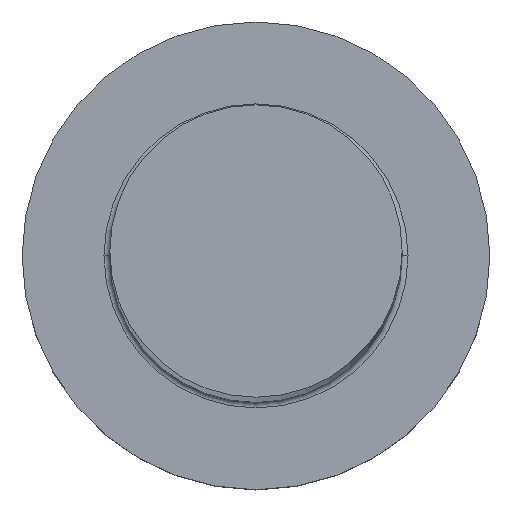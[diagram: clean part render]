
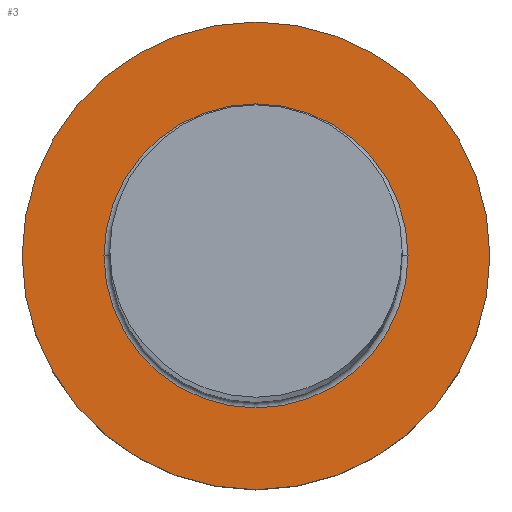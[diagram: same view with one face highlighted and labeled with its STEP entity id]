
A CAD part, top view. The second image highlights one B-rep face of the part: STEP entity #3.
In plain terms, the highlighted planar face has unit normal (0, 0, 1).
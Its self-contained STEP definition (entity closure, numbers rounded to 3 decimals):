
#3 = ADVANCED_FACE ( 'NONE', ( #190, #24 ), #165, .T. ) ;
#9 = VERTEX_POINT ( 'NONE', #193 ) ;
#24 = FACE_OUTER_BOUND ( 'NONE', #282, .T. ) ;
#45 = EDGE_CURVE ( 'NONE', #305, #209, #188, .T. ) ;
#65 = CARTESIAN_POINT ( 'NONE',  ( 0., 0., 5. ) ) ;
#75 = CARTESIAN_POINT ( 'NONE',  ( 0., 0., 5. ) ) ;
#82 = CARTESIAN_POINT ( 'NONE',  ( 0., 0., 5. ) ) ;
#90 = ORIENTED_EDGE ( 'NONE', *, *, #223, .T. ) ;
#92 = CIRCLE ( 'NONE', #189, 8. ) ;
#93 = VERTEX_POINT ( 'NONE', #169 ) ;
#96 = CARTESIAN_POINT ( 'NONE',  ( 5.2, 0., 5. ) ) ;
#106 = DIRECTION ( 'NONE',  ( 1., 0., 0. ) ) ;
#118 = AXIS2_PLACEMENT_3D ( 'NONE', #75, #175, #106 ) ;
#119 = DIRECTION ( 'NONE',  ( 1., 0., 0. ) ) ;
#120 = CARTESIAN_POINT ( 'NONE',  ( -5.2, 0., 5. ) ) ;
#122 = CARTESIAN_POINT ( 'NONE',  ( 0., 0., 5. ) ) ;
#123 = AXIS2_PLACEMENT_3D ( 'NONE', #122, #259, #119 ) ;
#133 = AXIS2_PLACEMENT_3D ( 'NONE', #65, #187, #238 ) ;
#140 = ORIENTED_EDGE ( 'NONE', *, *, #216, .T. ) ;
#165 = PLANE ( 'NONE',  #133 ) ;
#169 = CARTESIAN_POINT ( 'NONE',  ( -8., 0., 5. ) ) ;
#175 = DIRECTION ( 'NONE',  ( 0., 0., 1. ) ) ;
#184 = ORIENTED_EDGE ( 'NONE', *, *, #45, .T. ) ;
#187 = DIRECTION ( 'NONE',  ( 0., 0., 1. ) ) ;
#188 = CIRCLE ( 'NONE', #123, 5.2 ) ;
#189 = AXIS2_PLACEMENT_3D ( 'NONE', #82, #283, #258 ) ;
#190 = FACE_BOUND ( 'NONE', #277, .T. ) ;
#193 = CARTESIAN_POINT ( 'NONE',  ( 8., 0., 5. ) ) ;
#209 = VERTEX_POINT ( 'NONE', #96 ) ;
#212 = CARTESIAN_POINT ( 'NONE',  ( 0., 0., 5. ) ) ;
#216 = EDGE_CURVE ( 'NONE', #93, #9, #227, .T. ) ;
#223 = EDGE_CURVE ( 'NONE', #9, #93, #92, .T. ) ;
#227 = CIRCLE ( 'NONE', #118, 8. ) ;
#238 = DIRECTION ( 'NONE',  ( 1., 0., 0. ) ) ;
#243 = EDGE_CURVE ( 'NONE', #209, #305, #303, .T. ) ;
#258 = DIRECTION ( 'NONE',  ( 1., 0., 0. ) ) ;
#259 = DIRECTION ( 'NONE',  ( 0., 0., -1. ) ) ;
#261 = DIRECTION ( 'NONE',  ( 0., 0., -1. ) ) ;
#277 = EDGE_LOOP ( 'NONE', ( #299, #184 ) ) ;
#282 = EDGE_LOOP ( 'NONE', ( #140, #90 ) ) ;
#283 = DIRECTION ( 'NONE',  ( 0., 0., 1. ) ) ;
#289 = AXIS2_PLACEMENT_3D ( 'NONE', #212, #261, #307 ) ;
#299 = ORIENTED_EDGE ( 'NONE', *, *, #243, .T. ) ;
#303 = CIRCLE ( 'NONE', #289, 5.2 ) ;
#305 = VERTEX_POINT ( 'NONE', #120 ) ;
#307 = DIRECTION ( 'NONE',  ( 1., 0., 0. ) ) ;
